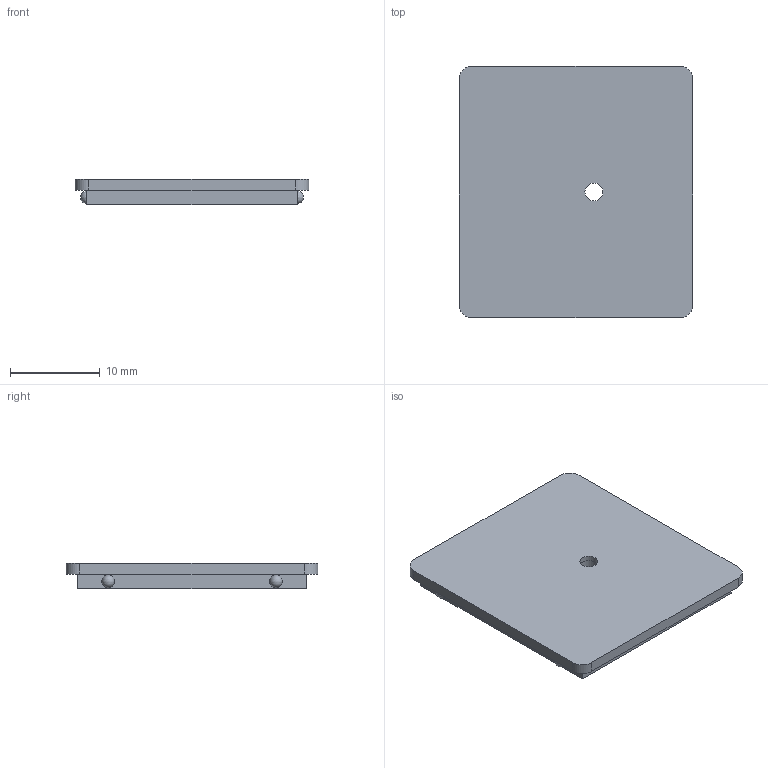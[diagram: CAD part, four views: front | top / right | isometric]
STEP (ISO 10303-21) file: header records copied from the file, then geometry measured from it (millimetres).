
FILE_DESCRIPTION(('Open CASCADE Model'),'2;1');
FILE_NAME('Open CASCADE Shape Model','2026-01-04T12:48:26',('Author'),( 'Open CASCADE'),'Open CASCADE STEP processor 7.8','Open CASCADE 7.8' ,'Unknown');
FILE_SCHEMA(('AUTOMOTIVE_DESIGN { 1 0 10303 214 1 1 1 1 }'));
Length unit declared in the file: millimetre
Products named in the file (1): Open CASCADE STEP translator 7.8 2
Bounding box: 26 x 28 x 2.8 mm (x, y, z)
Volume: 1816.3 mm3; surface area: 1752.3 mm2
Topology: 1 solids, 1 shells, 21 faces, 57 edges, 35 vertices
Faces by surface type: plane 11, cylinder 6, sphere 4
Full cylindrical faces by diameter (mm): 2 x2
Entity records: 1279 total; most frequent: CARTESIAN_POINT 239, DIRECTION 200, LINE 105, VECTOR 105, ORIENTED_EDGE 98, PCURVE 98, DEFINITIONAL_REPRESENTATION 98, EDGE_CURVE 49
